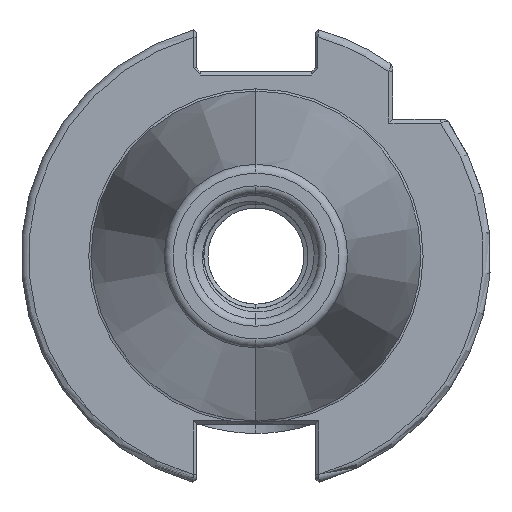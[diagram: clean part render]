
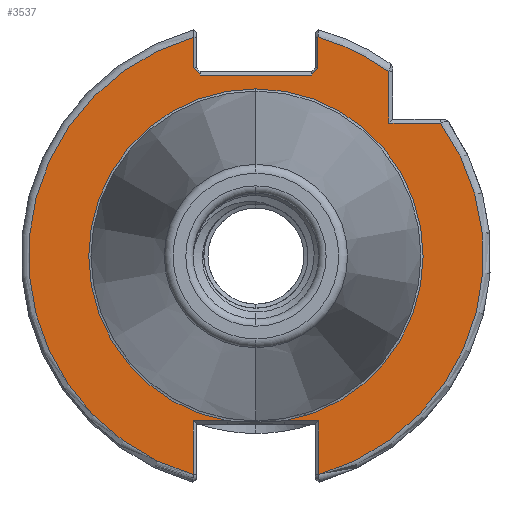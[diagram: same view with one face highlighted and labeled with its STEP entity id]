
A CAD part, left-side view. The second image highlights one B-rep face of the part: STEP entity #3537.
In plain terms, the highlighted planar face has unit normal (-1, 0, 0).
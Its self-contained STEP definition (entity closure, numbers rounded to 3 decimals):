
#1425 = EDGE_CURVE ( 'NONE', #14334, #14368, #6109, .T. ) ;
#1861 = B_SPLINE_CURVE_WITH_KNOTS ( 'NONE', 1,
 ( #13129, #13113 ),
 .UNSPECIFIED., .F., .F.,
 ( 2, 2 ),
 ( 0., 0.001 ),
 .UNSPECIFIED. ) ;
#1862 = B_SPLINE_CURVE_WITH_KNOTS ( 'NONE', 1,
 ( #13265, #13306 ),
 .UNSPECIFIED., .F., .F.,
 ( 2, 2 ),
 ( 0., 0.001 ),
 .UNSPECIFIED. ) ;
#3537 = ADVANCED_FACE ( 'NONE', ( #6641 ), #13960, .F. ) ;
#5069 = AXIS2_PLACEMENT_3D ( 'NONE', #8850, #8863, #8866 ) ;
#5220 = AXIS2_PLACEMENT_3D ( 'NONE', #13930, #13958, #13928 ) ;
#5329 = AXIS2_PLACEMENT_3D ( 'NONE', #13048, #13026, #13082 ) ;
#5331 = AXIS2_PLACEMENT_3D ( 'NONE', #13150, #13166, #13133 ) ;
#5337 = AXIS2_PLACEMENT_3D ( 'NONE', #13123, #13120, #13131 ) ;
#5373 = AXIS2_PLACEMENT_3D ( 'NONE', #13003, #13099, #13040 ) ;
#5475 = EDGE_LOOP ( 'NONE', ( #14412, #14411, #14392, #14397, #14409, #14528, #14499, #14394, #14405, #14436, #14420, #14402, #14575, #14509, #14568, #14391 ) ) ;
#5569 = EDGE_CURVE ( 'NONE', #10321, #10348, #10625, .T. ) ;
#5698 = EDGE_CURVE ( 'NONE', #14368, #10321, #9761, .T. ) ;
#5702 = EDGE_CURVE ( 'NONE', #10328, #10333, #9720, .T. ) ;
#5711 = EDGE_CURVE ( 'NONE', #10311, #10285, #9747, .T. ) ;
#5714 = EDGE_CURVE ( 'NONE', #10333, #10318, #9780, .T. ) ;
#5716 = EDGE_CURVE ( 'NONE', #10342, #10328, #9816, .T. ) ;
#5719 = EDGE_CURVE ( 'NONE', #10318, #14334, #9772, .T. ) ;
#5721 = EDGE_CURVE ( 'NONE', #10302, #10342, #9784, .T. ) ;
#5724 = EDGE_CURVE ( 'NONE', #10285, #10324, #9805, .T. ) ;
#5725 = EDGE_CURVE ( 'NONE', #10338, #10298, #1861, .T. ) ;
#5730 = EDGE_CURVE ( 'NONE', #10348, #10335, #9807, .T. ) ;
#5732 = EDGE_CURVE ( 'NONE', #10335, #10311, #9799, .T. ) ;
#5736 = EDGE_CURVE ( 'NONE', #10325, #10302, #1862, .T. ) ;
#5740 = EDGE_CURVE ( 'NONE', #10324, #10338, #9813, .T. ) ;
#5747 = EDGE_CURVE ( 'NONE', #10298, #10325, #9806, .T. ) ;
#6109 = CIRCLE ( 'NONE', #5069, 22.627 ) ;
#6641 = FACE_OUTER_BOUND ( 'NONE', #5475, .T. ) ;
#8850 = CARTESIAN_POINT ( 'NONE',  ( 0., 0., 0. ) ) ;
#8863 = DIRECTION ( 'NONE',  ( 1., 0., 0. ) ) ;
#8866 = DIRECTION ( 'NONE',  ( 0., 0., -1. ) ) ;
#9719 = VECTOR ( 'NONE', #12843, 1000. ) ;
#9720 = LINE ( 'NONE', #12839, #9763 ) ;
#9747 = LINE ( 'NONE', #12890, #9771 ) ;
#9761 = LINE ( 'NONE', #12779, #9719 ) ;
#9763 = VECTOR ( 'NONE', #12814, 1000. ) ;
#9771 = VECTOR ( 'NONE', #12926, 1000. ) ;
#9772 = CIRCLE ( 'NONE', #5373, 22.627 ) ;
#9780 = LINE ( 'NONE', #13045, #9823 ) ;
#9783 = VECTOR ( 'NONE', #13356, 1000. ) ;
#9784 = LINE ( 'NONE', #13059, #9809 ) ;
#9799 = LINE ( 'NONE', #13267, #9811 ) ;
#9805 = CIRCLE ( 'NONE', #5331, 30.775 ) ;
#9806 = LINE ( 'NONE', #13404, #9812 ) ;
#9807 = CIRCLE ( 'NONE', #5337, 30.775 ) ;
#9809 = VECTOR ( 'NONE', #13005, 1000. ) ;
#9811 = VECTOR ( 'NONE', #13258, 1000. ) ;
#9812 = VECTOR ( 'NONE', #13369, 1000. ) ;
#9813 = LINE ( 'NONE', #13337, #9783 ) ;
#9816 = CIRCLE ( 'NONE', #5329, 30.775 ) ;
#9823 = VECTOR ( 'NONE', #13024, 1000. ) ;
#10285 = VERTEX_POINT ( 'NONE', #13487 ) ;
#10298 = VERTEX_POINT ( 'NONE', #13630 ) ;
#10302 = VERTEX_POINT ( 'NONE', #13548 ) ;
#10311 = VERTEX_POINT ( 'NONE', #13406 ) ;
#10318 = VERTEX_POINT ( 'NONE', #13580 ) ;
#10321 = VERTEX_POINT ( 'NONE', #13591 ) ;
#10324 = VERTEX_POINT ( 'NONE', #13530 ) ;
#10325 = VERTEX_POINT ( 'NONE', #13556 ) ;
#10328 = VERTEX_POINT ( 'NONE', #13635 ) ;
#10333 = VERTEX_POINT ( 'NONE', #13407 ) ;
#10335 = VERTEX_POINT ( 'NONE', #13541 ) ;
#10338 = VERTEX_POINT ( 'NONE', #13545 ) ;
#10342 = VERTEX_POINT ( 'NONE', #13633 ) ;
#10348 = VERTEX_POINT ( 'NONE', #13557 ) ;
#10625 = LINE ( 'NONE', #10738, #10649 ) ;
#10649 = VECTOR ( 'NONE', #10726, 1000. ) ;
#10726 = DIRECTION ( 'NONE',  ( 0., 0., -1. ) ) ;
#10738 = CARTESIAN_POINT ( 'NONE',  ( 0., -8.48, 0. ) ) ;
#12779 = CARTESIAN_POINT ( 'NONE',  ( 0., 22.692, -22.3 ) ) ;
#12814 = DIRECTION ( 'NONE',  ( 0., 0., 1. ) ) ;
#12839 = CARTESIAN_POINT ( 'NONE',  ( 0., 8.48, 0. ) ) ;
#12843 = DIRECTION ( 'NONE',  ( 0., -1., 0. ) ) ;
#12890 = CARTESIAN_POINT ( 'NONE',  ( 0., -18., 24.594 ) ) ;
#12926 = DIRECTION ( 'NONE',  ( 0., 0., 1. ) ) ;
#13003 = CARTESIAN_POINT ( 'NONE',  ( 0., 0., 0. ) ) ;
#13005 = DIRECTION ( 'NONE',  ( 0., 0., 1. ) ) ;
#13024 = DIRECTION ( 'NONE',  ( 0., -1., 0. ) ) ;
#13026 = DIRECTION ( 'NONE',  ( -1., 0., 0. ) ) ;
#13040 = DIRECTION ( 'NONE',  ( 0., 0., -1. ) ) ;
#13045 = CARTESIAN_POINT ( 'NONE',  ( 0., 22.692, -22.3 ) ) ;
#13048 = CARTESIAN_POINT ( 'NONE',  ( 0., 0., 0. ) ) ;
#13059 = CARTESIAN_POINT ( 'NONE',  ( 0., 8.396, 29.704 ) ) ;
#13082 = DIRECTION ( 'NONE',  ( 0., 0., -1. ) ) ;
#13099 = DIRECTION ( 'NONE',  ( 1., 0., 0. ) ) ;
#13113 = CARTESIAN_POINT ( 'NONE',  ( 0., -7.55, 24.5 ) ) ;
#13120 = DIRECTION ( 'NONE',  ( -1., 0., 0. ) ) ;
#13123 = CARTESIAN_POINT ( 'NONE',  ( 0., 0., 0. ) ) ;
#13129 = CARTESIAN_POINT ( 'NONE',  ( 0., -8.396, 25.5 ) ) ;
#13131 = DIRECTION ( 'NONE',  ( 0., 0., -1. ) ) ;
#13133 = DIRECTION ( 'NONE',  ( 0., 0., -1. ) ) ;
#13150 = CARTESIAN_POINT ( 'NONE',  ( 0., 0., 0. ) ) ;
#13166 = DIRECTION ( 'NONE',  ( -1., 0., 0. ) ) ;
#13258 = DIRECTION ( 'NONE',  ( 0., 1., 0. ) ) ;
#13265 = CARTESIAN_POINT ( 'NONE',  ( 0., 7.55, 24.5 ) ) ;
#13267 = CARTESIAN_POINT ( 'NONE',  ( 0., -18.5, 18. ) ) ;
#13306 = CARTESIAN_POINT ( 'NONE',  ( 0., 8.396, 25.5 ) ) ;
#13337 = CARTESIAN_POINT ( 'NONE',  ( 0., -8.396, 25. ) ) ;
#13356 = DIRECTION ( 'NONE',  ( 0., 0., -1. ) ) ;
#13369 = DIRECTION ( 'NONE',  ( 0., 1., 0. ) ) ;
#13404 = CARTESIAN_POINT ( 'NONE',  ( 0., 8.05, 24.5 ) ) ;
#13406 = CARTESIAN_POINT ( 'NONE',  ( 0., -18., 18. ) ) ;
#13407 = CARTESIAN_POINT ( 'NONE',  ( 0., 8.48, -22.3 ) ) ;
#13487 = CARTESIAN_POINT ( 'NONE',  ( 0., -18., 24.962 ) ) ;
#13530 = CARTESIAN_POINT ( 'NONE',  ( 0., -8.396, 29.608 ) ) ;
#13541 = CARTESIAN_POINT ( 'NONE',  ( 0., -24.962, 18. ) ) ;
#13545 = CARTESIAN_POINT ( 'NONE',  ( 0., -8.396, 25.5 ) ) ;
#13548 = CARTESIAN_POINT ( 'NONE',  ( 0., 8.396, 25.5 ) ) ;
#13556 = CARTESIAN_POINT ( 'NONE',  ( 0., 7.55, 24.5 ) ) ;
#13557 = CARTESIAN_POINT ( 'NONE',  ( 0., -8.48, -29.584 ) ) ;
#13580 = CARTESIAN_POINT ( 'NONE',  ( 0., 3.833, -22.3 ) ) ;
#13591 = CARTESIAN_POINT ( 'NONE',  ( 0., -8.48, -22.3 ) ) ;
#13630 = CARTESIAN_POINT ( 'NONE',  ( 0., -7.55, 24.5 ) ) ;
#13633 = CARTESIAN_POINT ( 'NONE',  ( 0., 8.396, 29.608 ) ) ;
#13635 = CARTESIAN_POINT ( 'NONE',  ( 0., 8.48, -29.584 ) ) ;
#13886 = CARTESIAN_POINT ( 'NONE',  ( 0., 0., 22.627 ) ) ;
#13928 = DIRECTION ( 'NONE',  ( 0., 0., -1. ) ) ;
#13930 = CARTESIAN_POINT ( 'NONE',  ( 0., 22.692, 0. ) ) ;
#13958 = DIRECTION ( 'NONE',  ( 1., 0., 0. ) ) ;
#13960 = PLANE ( 'NONE',  #5220 ) ;
#14016 = CARTESIAN_POINT ( 'NONE',  ( 0., -3.833, -22.3 ) ) ;
#14334 = VERTEX_POINT ( 'NONE', #13886 ) ;
#14368 = VERTEX_POINT ( 'NONE', #14016 ) ;
#14391 = ORIENTED_EDGE ( 'NONE', *, *, #5569, .T. ) ;
#14392 = ORIENTED_EDGE ( 'NONE', *, *, #5711, .T. ) ;
#14394 = ORIENTED_EDGE ( 'NONE', *, *, #5736, .T. ) ;
#14397 = ORIENTED_EDGE ( 'NONE', *, *, #5724, .T. ) ;
#14402 = ORIENTED_EDGE ( 'NONE', *, *, #5714, .T. ) ;
#14405 = ORIENTED_EDGE ( 'NONE', *, *, #5721, .T. ) ;
#14409 = ORIENTED_EDGE ( 'NONE', *, *, #5740, .T. ) ;
#14411 = ORIENTED_EDGE ( 'NONE', *, *, #5732, .T. ) ;
#14412 = ORIENTED_EDGE ( 'NONE', *, *, #5730, .T. ) ;
#14420 = ORIENTED_EDGE ( 'NONE', *, *, #5702, .T. ) ;
#14436 = ORIENTED_EDGE ( 'NONE', *, *, #5716, .T. ) ;
#14499 = ORIENTED_EDGE ( 'NONE', *, *, #5747, .T. ) ;
#14509 = ORIENTED_EDGE ( 'NONE', *, *, #1425, .T. ) ;
#14528 = ORIENTED_EDGE ( 'NONE', *, *, #5725, .T. ) ;
#14568 = ORIENTED_EDGE ( 'NONE', *, *, #5698, .T. ) ;
#14575 = ORIENTED_EDGE ( 'NONE', *, *, #5719, .T. ) ;
